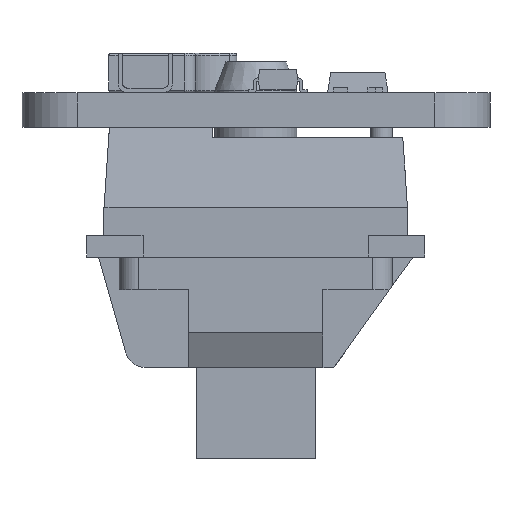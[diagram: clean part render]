
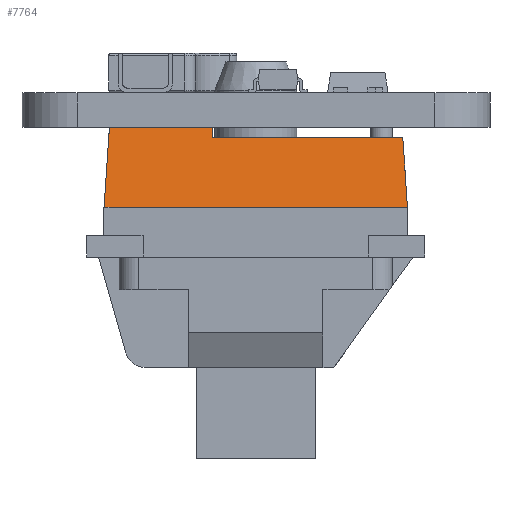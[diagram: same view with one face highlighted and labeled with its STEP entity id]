
A CAD part, left-side view. The second image highlights one B-rep face of the part: STEP entity #7764.
In plain terms, the highlighted face is planar.
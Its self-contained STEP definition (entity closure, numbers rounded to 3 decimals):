
#421=PLANE('',#8493);
#833=FACE_OUTER_BOUND('',#1323,.T.);
#1323=EDGE_LOOP('',(#6708,#6709,#6710,#6711,#6712,#6713));
#1867=LINE('',#12014,#2711);
#2069=LINE('',#12460,#2913);
#2074=LINE('',#12468,#2918);
#2078=LINE('',#12475,#2922);
#2087=LINE('',#12491,#2931);
#2088=LINE('',#12499,#2932);
#2711=VECTOR('',#9935,10.);
#2913=VECTOR('',#10329,10.);
#2918=VECTOR('',#10336,10.);
#2922=VECTOR('',#10342,10.);
#2931=VECTOR('',#10353,10.);
#2932=VECTOR('',#10362,10.);
#3687=VERTEX_POINT('',#12011);
#3688=VERTEX_POINT('',#12013);
#3836=VERTEX_POINT('',#12459);
#3838=VERTEX_POINT('',#12466);
#3840=VERTEX_POINT('',#12474);
#3846=VERTEX_POINT('',#12489);
#4586=EDGE_CURVE('',#3687,#3688,#1867,.T.);
#4808=EDGE_CURVE('',#3836,#3688,#2069,.T.);
#4813=EDGE_CURVE('',#3687,#3838,#2074,.T.);
#4817=EDGE_CURVE('',#3836,#3840,#2078,.T.);
#4826=EDGE_CURVE('',#3846,#3838,#2087,.T.);
#4830=EDGE_CURVE('',#3840,#3846,#2088,.T.);
#6708=ORIENTED_EDGE('',*,*,#4808,.T.);
#6709=ORIENTED_EDGE('',*,*,#4586,.F.);
#6710=ORIENTED_EDGE('',*,*,#4813,.T.);
#6711=ORIENTED_EDGE('',*,*,#4826,.F.);
#6712=ORIENTED_EDGE('',*,*,#4830,.F.);
#6713=ORIENTED_EDGE('',*,*,#4817,.F.);
#7764=ADVANCED_FACE('',(#833),#421,.F.);
#8493=AXIS2_PLACEMENT_3D('',#12498,#10360,#10361);
#9935=DIRECTION('',(0.,1.,0.));
#10329=DIRECTION('',(0.199,0.066,0.978));
#10336=DIRECTION('',(-0.199,0.066,-0.978));
#10342=DIRECTION('',(0.,-1.,0.));
#10353=DIRECTION('',(0.,-1.,0.));
#10360=DIRECTION('center_axis',(-0.98,0.,0.199));
#10361=DIRECTION('ref_axis',(0.199,0.,0.98));
#10362=DIRECTION('',(0.199,0.,0.98));
#12011=CARTESIAN_POINT('',(7.,-7.,3.7));
#12013=CARTESIAN_POINT('',(7.,7.,3.7));
#12014=CARTESIAN_POINT('',(7.,-7.,3.7));
#12459=CARTESIAN_POINT('',(6.248,6.75,0.));
#12460=CARTESIAN_POINT('',(6.113,6.705,-0.665));
#12466=CARTESIAN_POINT('',(6.35,-6.784,0.5));
#12468=CARTESIAN_POINT('',(6.596,-6.865,1.709));
#12474=CARTESIAN_POINT('',(6.248,2.,0.));
#12475=CARTESIAN_POINT('',(6.248,-3.5,0.));
#12489=CARTESIAN_POINT('',(6.35,2.,0.5));
#12491=CARTESIAN_POINT('',(6.35,-3.5,0.5));
#12498=CARTESIAN_POINT('Origin',(6.188,-7.,-0.3));
#12499=CARTESIAN_POINT('',(6.144,2.,-0.516));
